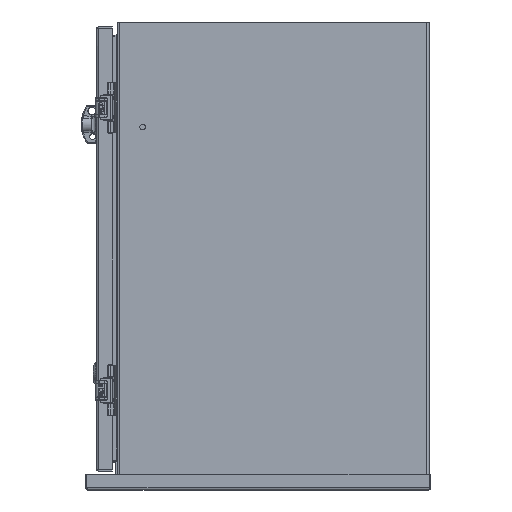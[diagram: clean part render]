
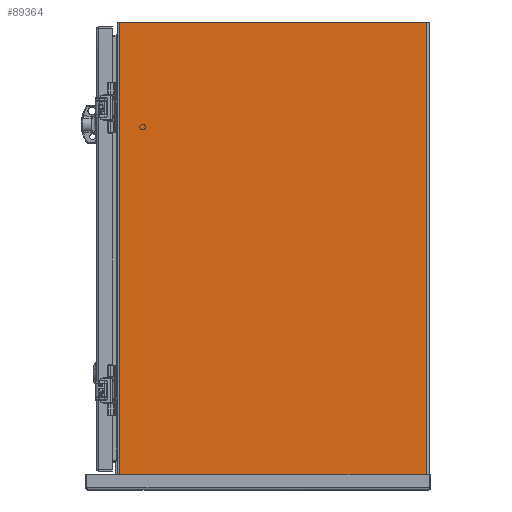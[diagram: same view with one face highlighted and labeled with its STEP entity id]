
A CAD part, left-side view. The second image highlights one B-rep face of the part: STEP entity #89364.
In plain terms, the highlighted planar face has unit normal (-1, 0, 0).
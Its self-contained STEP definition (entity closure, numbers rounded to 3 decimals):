
#2644 = DIRECTION ( 'NONE',  ( 0., 0., 1. ) ) ;
#3511 = EDGE_CURVE ( 'NONE', #22177, #9572, #68190, .T. ) ;
#9572 = VERTEX_POINT ( 'NONE', #73298 ) ;
#22177 = VERTEX_POINT ( 'NONE', #64666 ) ;
#22852 = DIRECTION ( 'NONE',  ( 0., 0., -1. ) ) ;
#23046 = VERTEX_POINT ( 'NONE', #83472 ) ;
#23832 = EDGE_LOOP ( 'NONE', ( #27244, #25702, #71488, #45892 ) ) ;
#24608 = DIRECTION ( 'NONE',  ( -1., 0., 0. ) ) ;
#25497 = CARTESIAN_POINT ( 'NONE',  ( -10., 8.008, -23.94 ) ) ;
#25702 = ORIENTED_EDGE ( 'NONE', *, *, #27266, .T. ) ;
#27244 = ORIENTED_EDGE ( 'NONE', *, *, #91864, .F. ) ;
#27266 = EDGE_CURVE ( 'NONE', #23046, #22177, #28593, .T. ) ;
#28593 = LINE ( 'NONE', #88759, #92995 ) ;
#32665 = DIRECTION ( 'NONE',  ( 0., 1., 0. ) ) ;
#35553 = CARTESIAN_POINT ( 'NONE',  ( -10., 0.127, -23.94 ) ) ;
#42304 = LINE ( 'NONE', #70963, #44488 ) ;
#44488 = VECTOR ( 'NONE', #62867, 39.37 ) ;
#45631 = PLANE ( 'NONE',  #91558 ) ;
#45892 = ORIENTED_EDGE ( 'NONE', *, *, #67613, .F. ) ;
#46414 = VECTOR ( 'NONE', #32665, 39.37 ) ;
#53870 = CARTESIAN_POINT ( 'NONE',  ( -10., 15.888, 0. ) ) ;
#60423 = CARTESIAN_POINT ( 'NONE',  ( -10., 15.888, 0. ) ) ;
#62867 = DIRECTION ( 'NONE',  ( 0., 0., -1. ) ) ;
#64666 = CARTESIAN_POINT ( 'NONE',  ( -10., 15.888, 0. ) ) ;
#66762 = DIRECTION ( 'NONE',  ( 0., 1., 0. ) ) ;
#67613 = EDGE_CURVE ( 'NONE', #83979, #9572, #85202, .T. ) ;
#68190 = LINE ( 'NONE', #53870, #78020 ) ;
#70963 = CARTESIAN_POINT ( 'NONE',  ( -10., 0.127, 0. ) ) ;
#71488 = ORIENTED_EDGE ( 'NONE', *, *, #3511, .T. ) ;
#73298 = CARTESIAN_POINT ( 'NONE',  ( -10., 15.888, -23.94 ) ) ;
#78020 = VECTOR ( 'NONE', #22852, 39.37 ) ;
#82867 = FACE_OUTER_BOUND ( 'NONE', #23832, .T. ) ;
#83472 = CARTESIAN_POINT ( 'NONE',  ( -10., 0.127, 0. ) ) ;
#83979 = VERTEX_POINT ( 'NONE', #35553 ) ;
#85202 = LINE ( 'NONE', #25497, #46414 ) ;
#88759 = CARTESIAN_POINT ( 'NONE',  ( -10., 8.008, 0. ) ) ;
#89364 = ADVANCED_FACE ( 'NONE', ( #82867 ), #45631, .T. ) ;
#91558 = AXIS2_PLACEMENT_3D ( 'NONE', #60423, #24608, #2644 ) ;
#91864 = EDGE_CURVE ( 'NONE', #23046, #83979, #42304, .T. ) ;
#92995 = VECTOR ( 'NONE', #66762, 39.37 ) ;
